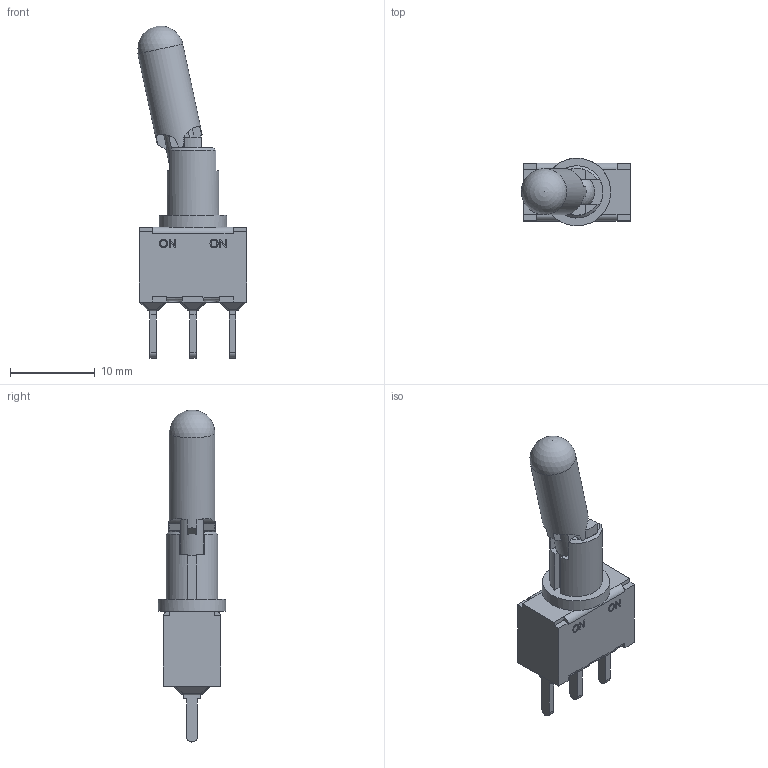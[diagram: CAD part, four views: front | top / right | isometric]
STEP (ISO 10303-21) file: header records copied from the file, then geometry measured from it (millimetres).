
FILE_DESCRIPTION((' '),'2;1');
FILE_NAME('100SPxK1B25M2xE.stp','2017-07-31T11:51:42',(' '),(' '),' ','ACIS',' ');
FILE_SCHEMA(('CONFIG_CONTROL_DESIGN'));
Length unit declared in the file: inch
Products named in the file (1): 100SPxK1B25M2xE.stp
Bounding box: 12.91 x 8 x 39.29 mm (x, y, z)
Volume: 1338.6 mm3; surface area: 1303.5 mm2
Topology: 1 solids, 1 shells, 277 faces, 724 edges, 460 vertices
Faces by surface type: plane 193, cylinder 52, bspline 16, sphere 14, cone 2
Full cylindrical faces by diameter (mm): 1.5 x1, 4.2 x1, 5.44 x1, 8 x1
Entity records: 8605 total; most frequent: CARTESIAN_POINT 1806, ORIENTED_EDGE 1422, DIRECTION 1322, EDGE_CURVE 711, VECTOR 528, LINE 528, VERTEX_POINT 453, AXIS2_PLACEMENT_3D 397
